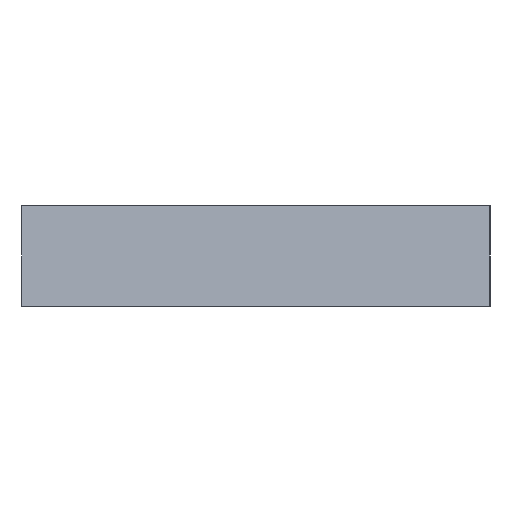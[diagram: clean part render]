
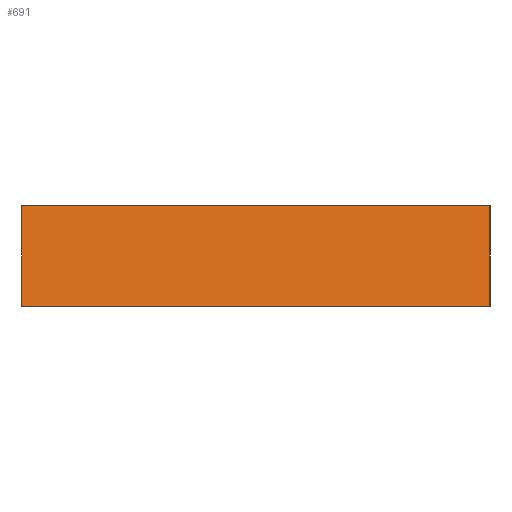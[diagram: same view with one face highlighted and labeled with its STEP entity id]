
A CAD part, left-side view. The second image highlights one B-rep face of the part: STEP entity #691.
In plain terms, the highlighted planar face has unit normal (-0.94, -0.342, 0).
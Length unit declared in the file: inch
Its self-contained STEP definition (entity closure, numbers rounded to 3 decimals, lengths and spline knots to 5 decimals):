
#41=PLANE('',#786);
#81=FACE_OUTER_BOUND('',#121,.T.);
#121=EDGE_LOOP('',(#591,#592,#593,#594));
#181=LINE('',#1203,#237);
#182=LINE('',#1206,#238);
#183=LINE('',#1208,#239);
#184=LINE('',#1209,#240);
#237=VECTOR('',#997,0.3937);
#238=VECTOR('',#1000,0.3937);
#239=VECTOR('',#1001,0.3937);
#240=VECTOR('',#1002,0.3937);
#343=VERTEX_POINT('',#1199);
#344=VERTEX_POINT('',#1201);
#345=VERTEX_POINT('',#1205);
#346=VERTEX_POINT('',#1207);
#437=EDGE_CURVE('',#343,#344,#181,.T.);
#438=EDGE_CURVE('',#345,#343,#182,.T.);
#439=EDGE_CURVE('',#346,#344,#183,.T.);
#440=EDGE_CURVE('',#345,#346,#184,.T.);
#591=ORIENTED_EDGE('',*,*,#438,.T.);
#592=ORIENTED_EDGE('',*,*,#437,.T.);
#593=ORIENTED_EDGE('',*,*,#439,.F.);
#594=ORIENTED_EDGE('',*,*,#440,.F.);
#691=ADVANCED_FACE('',(#81),#41,.T.);
#786=AXIS2_PLACEMENT_3D('',#1204,#998,#999);
#997=DIRECTION('',(0.,0.,1.));
#998=DIRECTION('center_axis',(-0.94,-0.342,0.));
#999=DIRECTION('ref_axis',(0.342,-0.94,0.));
#1000=DIRECTION('',(0.342,-0.94,0.));
#1001=DIRECTION('',(0.342,-0.94,0.));
#1002=DIRECTION('',(0.,0.,1.));
#1199=CARTESIAN_POINT('',(-3.36917,-1.49188,0.));
#1201=CARTESIAN_POINT('',(-3.36917,-1.49188,0.75));
#1203=CARTESIAN_POINT('',(-3.36917,-1.49188,0.));
#1204=CARTESIAN_POINT('Origin',(-4.64011,2.,0.));
#1205=CARTESIAN_POINT('',(-4.64011,2.,0.));
#1206=CARTESIAN_POINT('',(-4.64011,2.,0.));
#1207=CARTESIAN_POINT('',(-4.64011,2.,0.75));
#1208=CARTESIAN_POINT('',(-4.64011,2.,0.75));
#1209=CARTESIAN_POINT('',(-4.64011,2.,0.));
